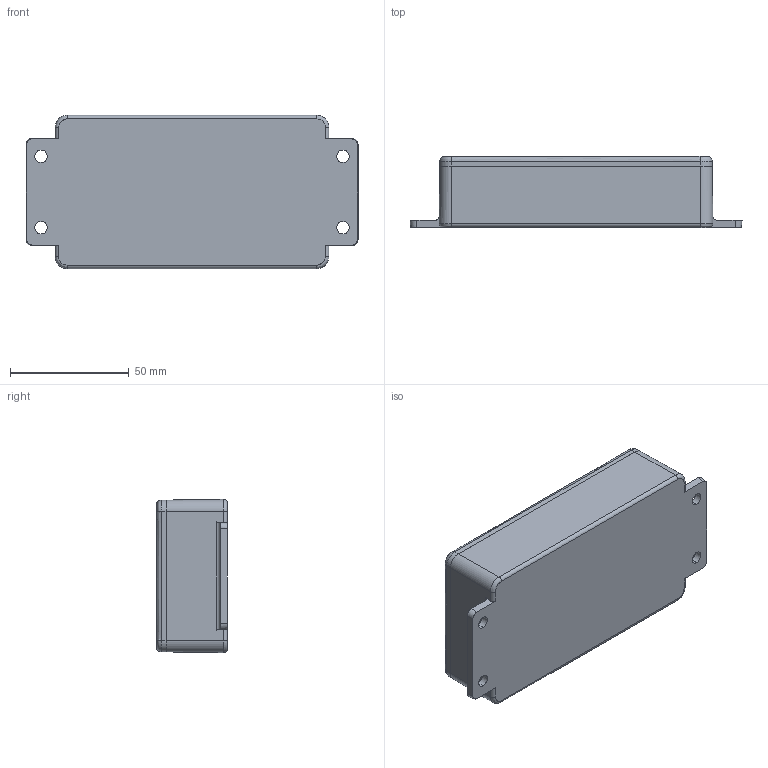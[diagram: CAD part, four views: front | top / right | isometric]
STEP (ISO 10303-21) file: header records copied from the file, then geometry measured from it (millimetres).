
FILE_DESCRIPTION (( 'STEP AP214' ), '1' );
FILE_NAME ('B013MF.STEP', '2016-11-25T02:46:22', ( '' ), ( '' ), 'SwSTEP 2.0', 'SolidWorks 2014', '' );
FILE_SCHEMA (( 'AUTOMOTIVE_DESIGN' ));
Length unit declared in the file: millimetre
Products named in the file (3): B013-COVER; B013MF-BASE; B013MF
Assembly tree (2 placements, depth 2):
  B013MF
    B013MF-BASE
    B013-COVER
Bounding box: 139.67 x 29.86 x 64.5 mm (x, y, z)
Volume: 52483.4 mm3; surface area: 53000.2 mm2
Topology: 2 solids, 2 shells, 323 faces, 888 edges, 572 vertices
Faces by surface type: bspline 196, plane 119, cylinder 8
Entity records: 17037 total; most frequent: CARTESIAN_POINT 7428, ORIENTED_EDGE 1776, EDGE_CURVE 888, DIRECTION 712, VERTEX_POINT 572, LINE 416, VECTOR 416, EDGE_LOOP 342
